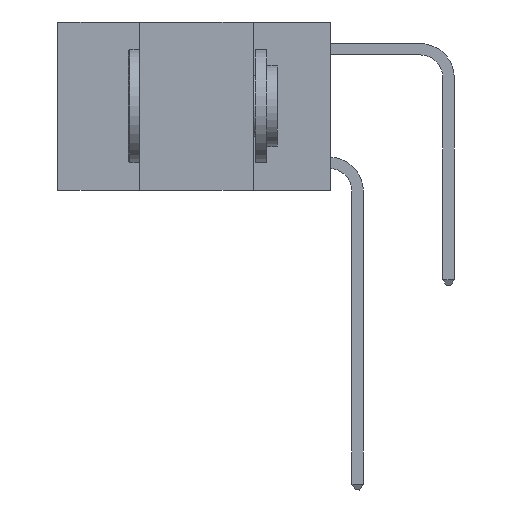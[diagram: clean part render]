
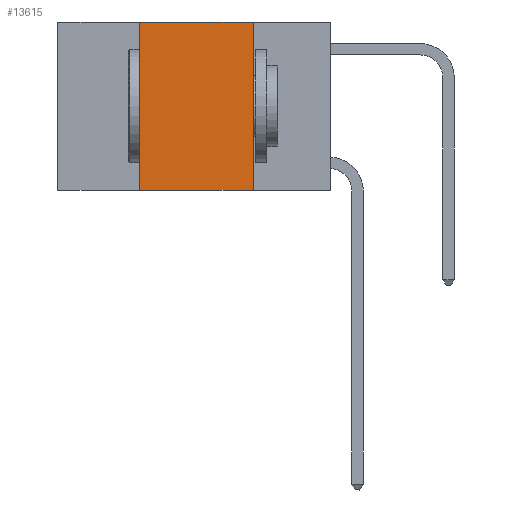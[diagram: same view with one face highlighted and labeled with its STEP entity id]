
A CAD part, left-side view. The second image highlights one B-rep face of the part: STEP entity #13615.
In plain terms, the highlighted planar face has unit normal (-1, 0, 0).
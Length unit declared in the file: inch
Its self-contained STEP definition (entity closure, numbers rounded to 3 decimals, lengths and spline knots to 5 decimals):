
#50 = VERTEX_POINT ( 'NONE', #21639 ) ;
#135 = VECTOR ( 'NONE', #9686, 39.37008 ) ;
#1163 = CARTESIAN_POINT ( 'NONE',  ( 0., 0.6, 0. ) ) ;
#2284 = LINE ( 'NONE', #2452, #9167 ) ;
#2351 = ORIENTED_EDGE ( 'NONE', *, *, #14077, .F. ) ;
#2452 = CARTESIAN_POINT ( 'NONE',  ( 0., 0.42, 0. ) ) ;
#2546 = CARTESIAN_POINT ( 'NONE',  ( 0., 0.42, 0. ) ) ;
#2895 = VERTEX_POINT ( 'NONE', #6338 ) ;
#4722 = DIRECTION ( 'NONE',  ( 1., 0., 0. ) ) ;
#6338 = CARTESIAN_POINT ( 'NONE',  ( 0., 0.42, -0.37 ) ) ;
#6877 = LINE ( 'NONE', #6933, #19248 ) ;
#6933 = CARTESIAN_POINT ( 'NONE',  ( 0., 0.17, 0. ) ) ;
#8938 = ORIENTED_EDGE ( 'NONE', *, *, #12937, .T. ) ;
#9167 = VECTOR ( 'NONE', #14650, 39.37008 ) ;
#9686 = DIRECTION ( 'NONE',  ( 0., -1., 0. ) ) ;
#9868 = VECTOR ( 'NONE', #18811, 39.37008 ) ;
#10022 = AXIS2_PLACEMENT_3D ( 'NONE', #1163, #4722, #22125 ) ;
#11853 = ORIENTED_EDGE ( 'NONE', *, *, #15753, .F. ) ;
#12110 = EDGE_LOOP ( 'NONE', ( #17603, #2351, #11853, #8938 ) ) ;
#12585 = VERTEX_POINT ( 'NONE', #2546 ) ;
#12937 = EDGE_CURVE ( 'NONE', #2895, #50, #14508, .T. ) ;
#13615 = ADVANCED_FACE ( 'NONE', ( #18043 ), #15268, .F. ) ;
#14077 = EDGE_CURVE ( 'NONE', #12585, #21492, #19937, .T. ) ;
#14508 = LINE ( 'NONE', #14883, #9868 ) ;
#14650 = DIRECTION ( 'NONE',  ( 0., 0., 1. ) ) ;
#14883 = CARTESIAN_POINT ( 'NONE',  ( 0., 0.6, -0.37 ) ) ;
#15268 = PLANE ( 'NONE',  #10022 ) ;
#15753 = EDGE_CURVE ( 'NONE', #2895, #12585, #2284, .T. ) ;
#15830 = CARTESIAN_POINT ( 'NONE',  ( 0., 0.17, 0. ) ) ;
#17239 = EDGE_CURVE ( 'NONE', #21492, #50, #6877, .T. ) ;
#17603 = ORIENTED_EDGE ( 'NONE', *, *, #17239, .F. ) ;
#18043 = FACE_OUTER_BOUND ( 'NONE', #12110, .T. ) ;
#18811 = DIRECTION ( 'NONE',  ( 0., -1., 0. ) ) ;
#19248 = VECTOR ( 'NONE', #19443, 39.37008 ) ;
#19443 = DIRECTION ( 'NONE',  ( 0., 0., -1. ) ) ;
#19937 = LINE ( 'NONE', #20252, #135 ) ;
#20252 = CARTESIAN_POINT ( 'NONE',  ( 0., 0.6, 0. ) ) ;
#21492 = VERTEX_POINT ( 'NONE', #15830 ) ;
#21639 = CARTESIAN_POINT ( 'NONE',  ( 0., 0.17, -0.37 ) ) ;
#22125 = DIRECTION ( 'NONE',  ( 0., 0., -1. ) ) ;
